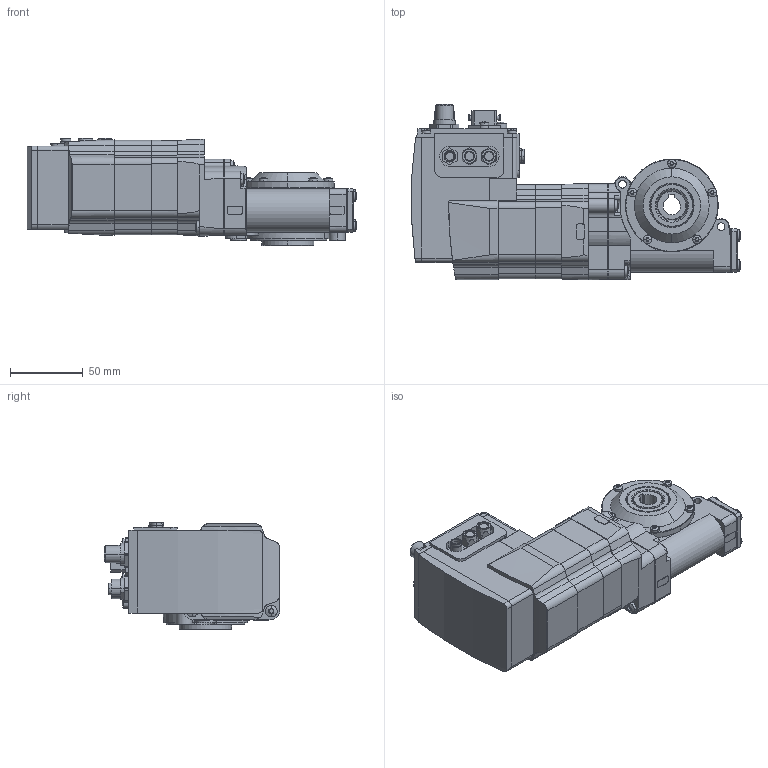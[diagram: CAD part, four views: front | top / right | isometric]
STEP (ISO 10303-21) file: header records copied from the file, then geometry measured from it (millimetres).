
FILE_DESCRIPTION(('STEP AP242'),'1');
FILE_NAME('ile1b661pc1a5.stp','2021-09-27T20:30:20',('TraceParts'),('TraceParts S.A.'),'Spatial InterOp 3D',' ',' ');
FILE_SCHEMA(('AP242_MANAGED_MODEL_BASED_3D_ENGINEERING_MIM_LF {1 0 10303 442 1 1 4}'));
Length unit declared in the file: millimetre
Products named in the file (1): ile1b661pc1a5_1
Bounding box: 226.95 x 121.2 x 74.3 mm (x, y, z)
Volume: 852599.7 mm3; surface area: 144382.2 mm2
Topology: 8 solids, 8 shells, 1147 faces, 3071 edges, 2005 vertices
Faces by surface type: cylinder 531, plane 448, cone 86, torus 47, sphere 35
Entity records: 62890 total; most frequent: CARTESIAN_POINT 9385, DIRECTION 6218, ORIENTED_EDGE 6080, STYLED_ITEM 4195, PRESENTATION_STYLE_ASSIGNMENT 4195, COLOUR_RGB 4195, EDGE_CURVE 3040, CURVE_STYLE 3040
